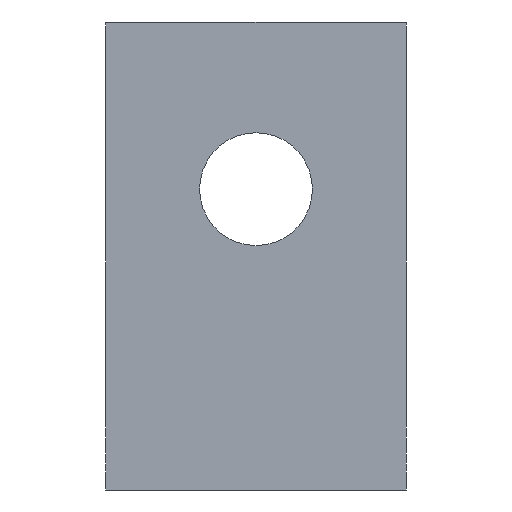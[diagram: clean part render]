
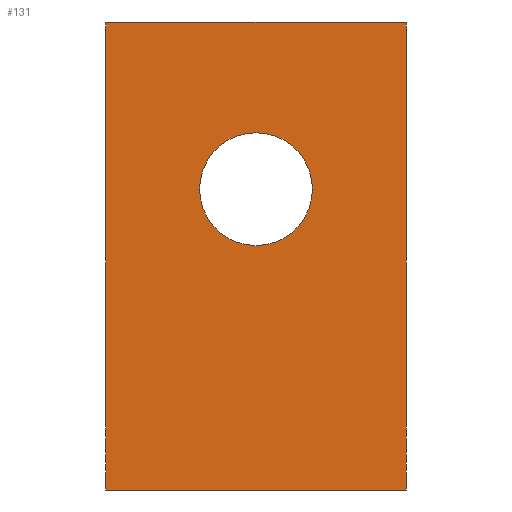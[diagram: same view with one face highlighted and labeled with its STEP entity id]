
A CAD part, front view. The second image highlights one B-rep face of the part: STEP entity #131.
In plain terms, the highlighted planar face has unit normal (0, -1, 0).
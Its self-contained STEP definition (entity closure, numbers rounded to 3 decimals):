
#21 = EDGE_CURVE('',#22,#22,#24,.T.);
#22 = VERTEX_POINT('',#23);
#23 = CARTESIAN_POINT('',(6.75,0.,36.));
#24 = CIRCLE('',#25,6.75);
#25 = AXIS2_PLACEMENT_3D('',#26,#27,#28);
#26 = CARTESIAN_POINT('',(0.,0.,36.));
#27 = DIRECTION('',(-0.,1.,0.));
#28 = DIRECTION('',(1.,0.,0.));
#105 = VERTEX_POINT('',#106);
#106 = CARTESIAN_POINT('',(-18.,0.,56.));
#112 = EDGE_CURVE('',#113,#105,#115,.T.);
#113 = VERTEX_POINT('',#114);
#114 = CARTESIAN_POINT('',(18.,0.,56.));
#115 = LINE('',#116,#117);
#116 = CARTESIAN_POINT('',(18.,0.,56.));
#117 = VECTOR('',#118,1.);
#118 = DIRECTION('',(-1.,0.,0.));
#131 = ADVANCED_FACE('',(#132,#135),#160,.F.);
#132 = FACE_BOUND('',#133,.T.);
#133 = EDGE_LOOP('',(#134));
#134 = ORIENTED_EDGE('',*,*,#21,.T.);
#135 = FACE_BOUND('',#136,.T.);
#136 = EDGE_LOOP('',(#137,#145,#153,#159));
#137 = ORIENTED_EDGE('',*,*,#138,.T.);
#138 = EDGE_CURVE('',#105,#139,#141,.T.);
#139 = VERTEX_POINT('',#140);
#140 = CARTESIAN_POINT('',(-18.,0.,0.));
#141 = LINE('',#142,#143);
#142 = CARTESIAN_POINT('',(-18.,0.,56.));
#143 = VECTOR('',#144,1.);
#144 = DIRECTION('',(0.,0.,-1.));
#145 = ORIENTED_EDGE('',*,*,#146,.F.);
#146 = EDGE_CURVE('',#147,#139,#149,.T.);
#147 = VERTEX_POINT('',#148);
#148 = CARTESIAN_POINT('',(18.,0.,0.));
#149 = LINE('',#150,#151);
#150 = CARTESIAN_POINT('',(18.,0.,0.));
#151 = VECTOR('',#152,1.);
#152 = DIRECTION('',(-1.,0.,0.));
#153 = ORIENTED_EDGE('',*,*,#154,.F.);
#154 = EDGE_CURVE('',#113,#147,#155,.T.);
#155 = LINE('',#156,#157);
#156 = CARTESIAN_POINT('',(18.,0.,56.));
#157 = VECTOR('',#158,1.);
#158 = DIRECTION('',(0.,0.,-1.));
#159 = ORIENTED_EDGE('',*,*,#112,.T.);
#160 = PLANE('',#161);
#161 = AXIS2_PLACEMENT_3D('',#162,#163,#164);
#162 = CARTESIAN_POINT('',(18.,0.,56.));
#163 = DIRECTION('',(0.,1.,0.));
#164 = DIRECTION('',(0.,-0.,1.));
